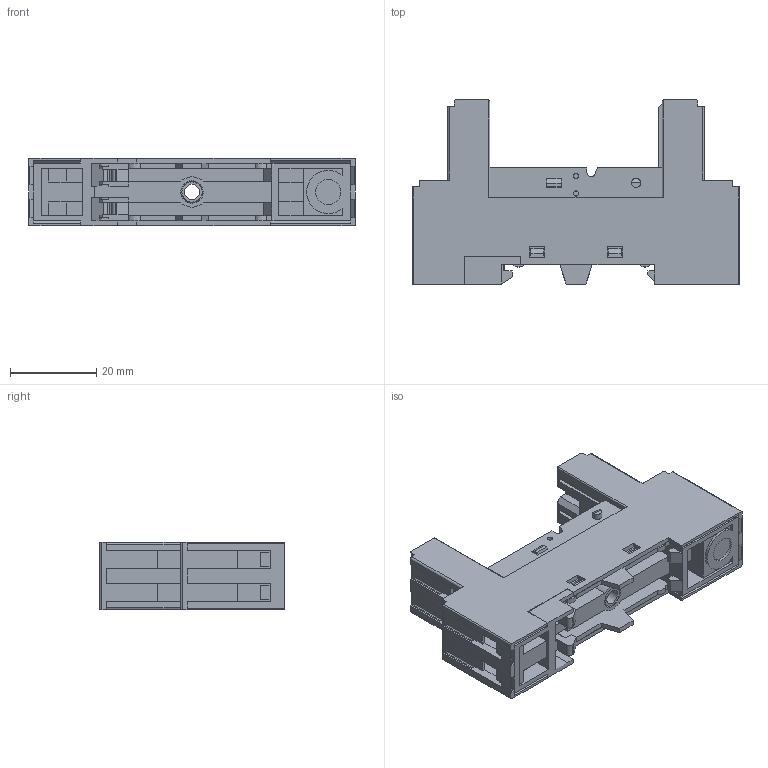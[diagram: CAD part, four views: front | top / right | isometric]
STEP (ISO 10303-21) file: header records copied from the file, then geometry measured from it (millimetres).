
FILE_DESCRIPTION(/* description */ (''),/* implementation_level */ '2;1');
FILE_NAME(/* name */ '14FF-2Z-C2__stp.stp',/* time_stamp */ '2024-05-24T17:04:23+08:00',/* author */ (''),/* organization */ (''),/* preprocessor_version */ 'ST-DEVELOPER v16.7',/* originating_system */ 'SIEMENS PLM Software NX 1942',/* authorisation */ '');
FILE_SCHEMA (('AUTOMOTIVE_DESIGN { 1 0 10303 214 3 1 1 1 }'));
Length unit declared in the file: millimetre
Products named in the file (1): 14FF-2Z-C2__stp_stp
Bounding box: 75.6 x 42.7 x 15.6 mm (x, y, z)
Surface area: 22489.7 mm2 (no closed solid volume)
Topology: 0 solids, 1 shells, 954 faces, 2773 edges, 1826 vertices
Faces by surface type: plane 813, cylinder 108, torus 24, cone 9
Full cylindrical faces by diameter (mm): 1.2 x4, 1.5 x2, 2.1 x2, 3 x8, 3.5 x1, 3.7 x2, 5.2 x1, 5.5 x8, 5.8 x1, 6 x1
Entity records: 30852 total; most frequent: CARTESIAN_POINT 5622, ORIENTED_EDGE 5414, DIRECTION 4868, EDGE_CURVE 2707, LINE 2420, VECTOR 2420, VERTEX_POINT 1808, AXIS2_PLACEMENT_3D 1224
